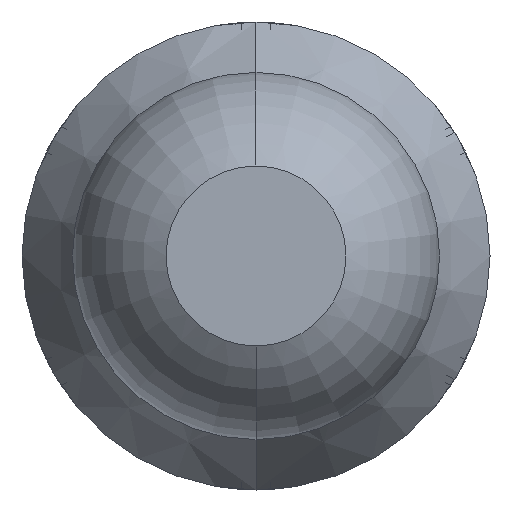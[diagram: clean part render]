
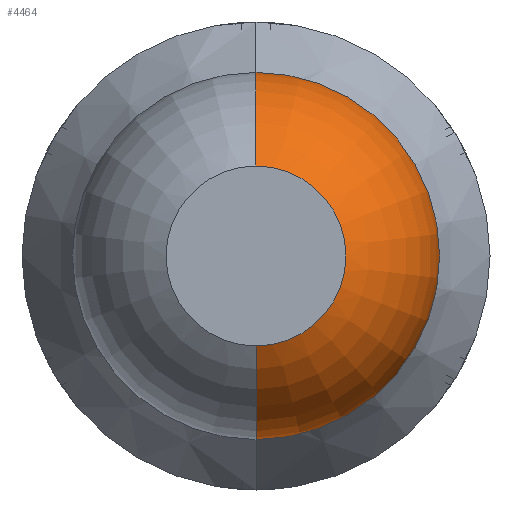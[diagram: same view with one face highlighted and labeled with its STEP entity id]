
A CAD part, front view. The second image highlights one B-rep face of the part: STEP entity #4464.
In plain terms, the highlighted toroidal (fillet/blend) face has major radius 0.01 mm and minor radius 0.5 mm.
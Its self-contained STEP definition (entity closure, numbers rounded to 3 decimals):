
#77 = TOROIDAL_SURFACE ( 'NONE', #3063, 0.01, 0.5 ) ;
#177 = CIRCLE ( 'NONE', #1018, 0.5 ) ;
#394 = VERTEX_POINT ( 'NONE', #4750 ) ;
#624 = CARTESIAN_POINT ( 'NONE',  ( 0., -26.961, -0.01 ) ) ;
#662 = CARTESIAN_POINT ( 'NONE',  ( 0., -26.961, 0.01 ) ) ;
#723 = VERTEX_POINT ( 'NONE', #3002 ) ;
#861 = DIRECTION ( 'NONE',  ( 0., 1., 0. ) ) ;
#1018 = AXIS2_PLACEMENT_3D ( 'NONE', #662, #1853, #2249 ) ;
#1024 = CIRCLE ( 'NONE', #4588, 0.25 ) ;
#1031 = ORIENTED_EDGE ( 'NONE', *, *, #3615, .F. ) ;
#1080 = EDGE_CURVE ( 'NONE', #723, #4324, #177, .T. ) ;
#1099 = DIRECTION ( 'NONE',  ( 0., 1., 0. ) ) ;
#1531 = CARTESIAN_POINT ( 'NONE',  ( 0., -26.961, -0.51 ) ) ;
#1853 = DIRECTION ( 'NONE',  ( -1., 0., 0. ) ) ;
#2249 = DIRECTION ( 'NONE',  ( 0., 0., 1. ) ) ;
#2367 = AXIS2_PLACEMENT_3D ( 'NONE', #3194, #861, #2469 ) ;
#2469 = DIRECTION ( 'NONE',  ( 0., 0., 1. ) ) ;
#2534 = EDGE_CURVE ( 'Defeature ausgef�hrt2_36+Defeature ausgef�hrt2_35+Defeature ausgef�hrt2_35+Defeature ausgef�hrt2_35', #4324, #3564, #3408, .T. ) ;
#2542 = DIRECTION ( 'NONE',  ( 0., 0., -1. ) ) ;
#2613 = CIRCLE ( 'NONE', #3735, 0.5 ) ;
#2704 = ORIENTED_EDGE ( 'NONE', *, *, #3363, .T. ) ;
#2751 = CARTESIAN_POINT ( 'NONE',  ( 0., -27.4, 0. ) ) ;
#3002 = CARTESIAN_POINT ( 'NONE',  ( 0., -27.4, 0.25 ) ) ;
#3063 = AXIS2_PLACEMENT_3D ( 'NONE', #3876, #1099, #3898 ) ;
#3177 = ORIENTED_EDGE ( 'NONE', *, *, #2534, .F. ) ;
#3190 = ORIENTED_EDGE ( 'NONE', *, *, #1080, .F. ) ;
#3194 = CARTESIAN_POINT ( 'NONE',  ( 0., -26.961, 0. ) ) ;
#3363 = EDGE_CURVE ( 'NONE', #394, #3564, #2613, .T. ) ;
#3364 = DIRECTION ( 'NONE',  ( 1., 0., 0. ) ) ;
#3408 = CIRCLE ( 'NONE', #2367, 0.51 ) ;
#3564 = VERTEX_POINT ( 'NONE', #1531 ) ;
#3615 = EDGE_CURVE ( 'Defeature ausgef�hrt2_37+Defeature ausgef�hrt2_35+Defeature ausgef�hrt2_35+Defeature ausgef�hrt2_35', #394, #723, #1024, .T. ) ;
#3735 = AXIS2_PLACEMENT_3D ( 'NONE', #624, #3364, #2542 ) ;
#3876 = CARTESIAN_POINT ( 'NONE',  ( 0., -26.961, 0. ) ) ;
#3898 = DIRECTION ( 'NONE',  ( 0., 0., 1. ) ) ;
#4256 = DIRECTION ( 'NONE',  ( 0., -1., 0. ) ) ;
#4273 = DIRECTION ( 'NONE',  ( 0., 0., -1. ) ) ;
#4324 = VERTEX_POINT ( 'NONE', #4939 ) ;
#4464 = ADVANCED_FACE ( 'Defeature ausgef�hrt2_35', ( #5009 ), #77, .T. ) ;
#4588 = AXIS2_PLACEMENT_3D ( 'NONE', #2751, #4256, #4273 ) ;
#4750 = CARTESIAN_POINT ( 'NONE',  ( 0., -27.4, -0.25 ) ) ;
#4939 = CARTESIAN_POINT ( 'NONE',  ( 0., -26.961, 0.51 ) ) ;
#4973 = EDGE_LOOP ( 'NONE', ( #1031, #2704, #3177, #3190 ) ) ;
#5009 = FACE_OUTER_BOUND ( 'NONE', #4973, .T. ) ;
